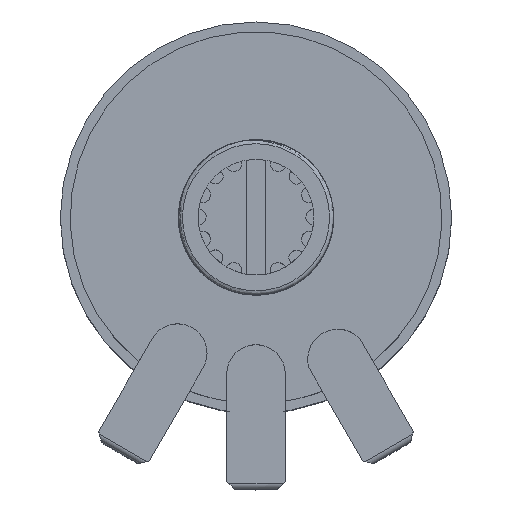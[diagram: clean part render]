
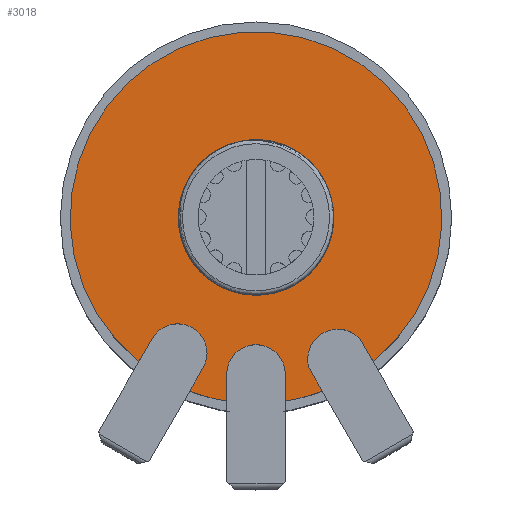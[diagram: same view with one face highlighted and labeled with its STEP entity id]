
A CAD part, top view. The second image highlights one B-rep face of the part: STEP entity #3018.
In plain terms, the highlighted planar face has unit normal (0, 0, 1).
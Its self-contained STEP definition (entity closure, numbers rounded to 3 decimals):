
#150=PLANE('',#3294);
#298=FACE_OUTER_BOUND('',#474,.T.);
#474=EDGE_LOOP('',(#2392,#2393,#2394,#2395,#2396,#2397,#2398,#2399,#2400,
#2401,#2402,#2403));
#643=LINE('',#6978,#890);
#645=LINE('',#6984,#892);
#648=LINE('',#6995,#895);
#649=LINE('',#6999,#896);
#650=LINE('',#7003,#897);
#651=LINE('',#7007,#898);
#890=VECTOR('',#3834,10.);
#892=VECTOR('',#3838,10.);
#895=VECTOR('',#3851,10.);
#896=VECTOR('',#3854,10.);
#897=VECTOR('',#3857,10.);
#898=VECTOR('',#3860,10.);
#1139=CIRCLE('',#3292,1.5);
#1141=CIRCLE('',#3295,9.5);
#1142=CIRCLE('',#3296,1.5);
#1143=CIRCLE('',#3297,9.5);
#1144=CIRCLE('',#3298,1.545);
#1145=CIRCLE('',#3299,9.5);
#1338=VERTEX_POINT('',#6972);
#1340=VERTEX_POINT('',#6976);
#1341=VERTEX_POINT('',#6980);
#1343=VERTEX_POINT('',#6983);
#1345=VERTEX_POINT('',#6992);
#1346=VERTEX_POINT('',#6994);
#1347=VERTEX_POINT('',#6996);
#1348=VERTEX_POINT('',#6998);
#1349=VERTEX_POINT('',#7000);
#1350=VERTEX_POINT('',#7002);
#1351=VERTEX_POINT('',#7004);
#1352=VERTEX_POINT('',#7006);
#1713=EDGE_CURVE('',#1338,#1340,#643,.T.);
#1715=EDGE_CURVE('',#1343,#1341,#645,.T.);
#1718=EDGE_CURVE('',#1340,#1343,#1139,.T.);
#1720=EDGE_CURVE('',#1341,#1345,#1141,.T.);
#1721=EDGE_CURVE('',#1345,#1346,#648,.T.);
#1722=EDGE_CURVE('',#1346,#1347,#1142,.T.);
#1723=EDGE_CURVE('',#1347,#1348,#649,.T.);
#1724=EDGE_CURVE('',#1348,#1349,#1143,.T.);
#1725=EDGE_CURVE('',#1349,#1350,#650,.T.);
#1726=EDGE_CURVE('',#1350,#1351,#1144,.T.);
#1727=EDGE_CURVE('',#1351,#1352,#651,.T.);
#1728=EDGE_CURVE('',#1352,#1338,#1145,.T.);
#2392=ORIENTED_EDGE('',*,*,#1713,.T.);
#2393=ORIENTED_EDGE('',*,*,#1718,.T.);
#2394=ORIENTED_EDGE('',*,*,#1715,.T.);
#2395=ORIENTED_EDGE('',*,*,#1720,.T.);
#2396=ORIENTED_EDGE('',*,*,#1721,.T.);
#2397=ORIENTED_EDGE('',*,*,#1722,.T.);
#2398=ORIENTED_EDGE('',*,*,#1723,.T.);
#2399=ORIENTED_EDGE('',*,*,#1724,.T.);
#2400=ORIENTED_EDGE('',*,*,#1725,.T.);
#2401=ORIENTED_EDGE('',*,*,#1726,.T.);
#2402=ORIENTED_EDGE('',*,*,#1727,.T.);
#2403=ORIENTED_EDGE('',*,*,#1728,.T.);
#3018=ADVANCED_FACE('',(#298),#150,.T.);
#3292=AXIS2_PLACEMENT_3D('',#6989,#3843,#3844);
#3294=AXIS2_PLACEMENT_3D('',#6991,#3847,#3848);
#3295=AXIS2_PLACEMENT_3D('',#6993,#3849,#3850);
#3296=AXIS2_PLACEMENT_3D('',#6997,#3852,#3853);
#3297=AXIS2_PLACEMENT_3D('',#7001,#3855,#3856);
#3298=AXIS2_PLACEMENT_3D('',#7005,#3858,#3859);
#3299=AXIS2_PLACEMENT_3D('',#7008,#3861,#3862);
#3834=DIRECTION('',(0.5,0.866,0.));
#3838=DIRECTION('',(-0.5,-0.866,0.));
#3843=DIRECTION('center_axis',(0.,0.,-1.));
#3844=DIRECTION('ref_axis',(0.866,-0.5,0.));
#3847=DIRECTION('center_axis',(0.,0.,1.));
#3848=DIRECTION('ref_axis',(-1.,0.,0.));
#3849=DIRECTION('center_axis',(0.,0.,1.));
#3850=DIRECTION('ref_axis',(-1.,0.,0.));
#3851=DIRECTION('',(0.,1.,0.));
#3852=DIRECTION('center_axis',(0.,0.,-1.));
#3853=DIRECTION('ref_axis',(1.,0.,0.));
#3854=DIRECTION('',(0.,-1.,0.));
#3855=DIRECTION('center_axis',(0.,0.,1.));
#3856=DIRECTION('ref_axis',(-1.,0.,0.));
#3857=DIRECTION('',(-0.5,0.866,0.));
#3858=DIRECTION('center_axis',(0.,0.,-1.));
#3859=DIRECTION('ref_axis',(0.721,0.693,0.));
#3860=DIRECTION('',(0.5,-0.866,0.));
#3861=DIRECTION('center_axis',(0.,0.,1.));
#3862=DIRECTION('ref_axis',(-1.,0.,0.));
#6972=CARTESIAN_POINT('',(-5.989,-7.374,19.8));
#6976=CARTESIAN_POINT('',(-5.299,-6.178,19.8));
#6978=CARTESIAN_POINT('',(-3.771,-3.531,19.8));
#6980=CARTESIAN_POINT('',(-3.391,-8.874,19.8));
#6983=CARTESIAN_POINT('',(-2.701,-7.678,19.8));
#6984=CARTESIAN_POINT('',(-0.701,-4.214,19.8));
#6989=CARTESIAN_POINT('Origin',(-4.,-6.928,19.8));
#6991=CARTESIAN_POINT('Origin',(0.,0.,19.8));
#6992=CARTESIAN_POINT('',(-1.5,-9.381,19.8));
#6993=CARTESIAN_POINT('Origin',(0.,0.,19.8));
#6994=CARTESIAN_POINT('',(-1.5,-8.,19.8));
#6995=CARTESIAN_POINT('',(-1.5,-4.943,19.8));
#6996=CARTESIAN_POINT('',(1.5,-8.,19.8));
#6997=CARTESIAN_POINT('Origin',(0.,-8.,19.8));
#6998=CARTESIAN_POINT('',(1.5,-9.381,19.8));
#6999=CARTESIAN_POINT('',(1.5,-4.,19.8));
#7000=CARTESIAN_POINT('',(3.391,-8.874,19.8));
#7001=CARTESIAN_POINT('Origin',(0.,0.,19.8));
#7002=CARTESIAN_POINT('',(2.701,-7.678,19.8));
#7003=CARTESIAN_POINT('',(1.173,-5.031,19.8));
#7004=CARTESIAN_POINT('',(5.299,-6.178,19.8));
#7005=CARTESIAN_POINT('Origin',(4.185,-7.249,19.8));
#7006=CARTESIAN_POINT('',(5.989,-7.374,19.8));
#7007=CARTESIAN_POINT('',(3.299,-2.714,19.8));
#7008=CARTESIAN_POINT('Origin',(0.,0.,19.8));
